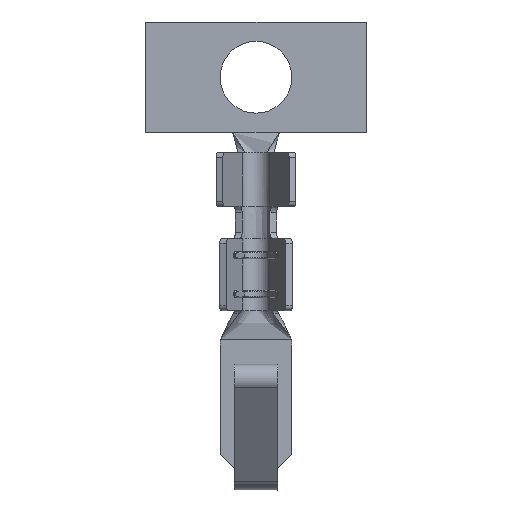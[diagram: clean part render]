
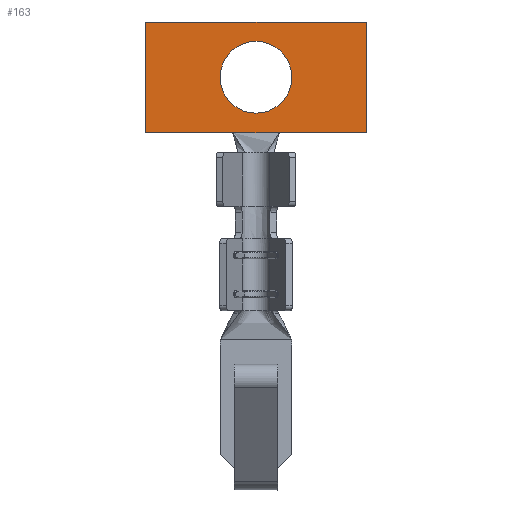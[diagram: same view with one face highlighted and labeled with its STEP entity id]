
A CAD part, front view. The second image highlights one B-rep face of the part: STEP entity #163.
In plain terms, the highlighted planar face has unit normal (0, -1, 0).
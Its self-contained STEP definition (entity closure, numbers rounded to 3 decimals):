
#97=CARTESIAN_POINT('',(-2.996,-0.195,11.604));
#98=DIRECTION('',(1.,0.,0.));
#99=DIRECTION('',(0.,-1.,0.));
#100=AXIS2_PLACEMENT_3D('',#97,#99,#98);
#101=PLANE('',#100);
#102=CARTESIAN_POINT('',(-8.988,-0.195,8.613));
#103=VERTEX_POINT('',#102);
#104=CARTESIAN_POINT('',(-8.988,-0.195,5.612));
#105=VERTEX_POINT('',#104);
#106=CARTESIAN_POINT('',(-8.988,-0.195,8.613));
#107=DIRECTION('',(0.,0.,-1.));
#108=VECTOR('',#107,3.001);
#109=LINE('',#106,#108);
#110=EDGE_CURVE('',#103,#105,#109,.T.);
#111=ORIENTED_EDGE('',*,*,#110,.T.);
#112=CARTESIAN_POINT('',(-6.625,-0.195,5.612));
#113=VERTEX_POINT('',#112);
#114=CARTESIAN_POINT('',(-8.988,-0.195,5.612));
#115=DIRECTION('',(1.,0.,0.));
#116=VECTOR('',#115,2.363);
#117=LINE('',#114,#116);
#118=EDGE_CURVE('',#105,#113,#117,.T.);
#119=ORIENTED_EDGE('',*,*,#118,.T.);
#120=CARTESIAN_POINT('',(-5.359,-0.195,5.612));
#121=VERTEX_POINT('',#120);
#122=CARTESIAN_POINT('',(-6.625,-0.195,5.612));
#123=DIRECTION('',(1.,0.,0.));
#124=VECTOR('',#123,1.267);
#125=LINE('',#122,#124);
#126=EDGE_CURVE('',#113,#121,#125,.T.);
#127=ORIENTED_EDGE('',*,*,#126,.T.);
#128=CARTESIAN_POINT('',(-2.996,-0.195,5.612));
#129=VERTEX_POINT('',#128);
#130=CARTESIAN_POINT('',(-5.359,-0.195,5.612));
#131=DIRECTION('',(1.,0.,0.));
#132=VECTOR('',#131,2.363);
#133=LINE('',#130,#132);
#134=EDGE_CURVE('',#121,#129,#133,.T.);
#135=ORIENTED_EDGE('',*,*,#134,.T.);
#136=CARTESIAN_POINT('',(-2.996,-0.195,8.613));
#137=VERTEX_POINT('',#136);
#138=CARTESIAN_POINT('',(-2.996,-0.195,8.613));
#139=DIRECTION('',(0.,0.,-1.));
#140=VECTOR('',#139,3.001);
#141=LINE('',#138,#140);
#142=EDGE_CURVE('',#137,#129,#141,.T.);
#143=ORIENTED_EDGE('',*,*,#142,.F.);
#144=CARTESIAN_POINT('',(-2.996,-0.195,8.613));
#145=DIRECTION('',(-1.,0.,0.));
#146=VECTOR('',#145,5.992);
#147=LINE('',#144,#146);
#148=EDGE_CURVE('',#137,#103,#147,.T.);
#149=ORIENTED_EDGE('',*,*,#148,.T.);
#150=EDGE_LOOP('',(#111,#119,#127,#135,#143,#149));
#151=FACE_OUTER_BOUND('',#150,.T.);
#152=CARTESIAN_POINT('',(-5.018,-0.195,7.113));
#153=VERTEX_POINT('',#152);
#154=CARTESIAN_POINT('',(-5.992,-0.195,7.113));
#155=DIRECTION('',(1.,-0.,-0.));
#156=DIRECTION('',(0.,1.,0.));
#157=AXIS2_PLACEMENT_3D('',#154,#156,#155);
#158=CIRCLE('',#157,0.974);
#159=EDGE_CURVE('',#153,#153,#158,.T.);
#160=ORIENTED_EDGE('',*,*,#159,.T.);
#161=EDGE_LOOP('',(#160));
#162=FACE_BOUND('',#161,.T.);
#163=ADVANCED_FACE('',(#151,#162),#101,.T.);
